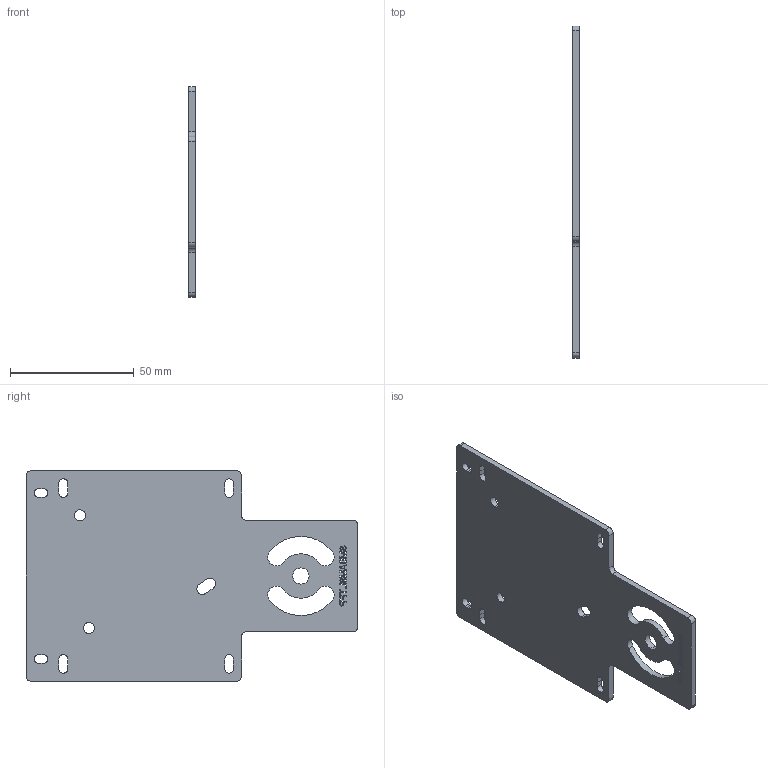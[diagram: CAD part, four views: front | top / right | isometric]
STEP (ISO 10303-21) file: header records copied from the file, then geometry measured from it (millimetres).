
FILE_DESCRIPTION((''),'2;1');
FILE_NAME('194440_ASM','2016-05-11T',('PDMAdmin'),(''),'PRO/ENGINEER BY PARAMETRIC TECHNOLOGY CORPORATION, 2016010','PRO/ENGINEER BY PARAMETRIC TECHNOLOGY CORPORATION, 2016010','');
FILE_SCHEMA(('CONFIG_CONTROL_DESIGN'));
Length unit declared in the file: millimetre
Products named in the file (2): 190629_AF0; 194440_ASM
Assembly tree (1 placements, depth 2):
  194440_ASM
    190629_AF0
Bounding box: 2.5 x 134 x 85 mm (x, y, z)
Volume: 22158.2 mm3; surface area: 19922.3 mm2
Topology: 5 solids, 5 shells, 314 faces, 912 edges, 608 vertices
Faces by surface type: plane 276, cylinder 38
Entity records: 10359 total; most frequent: CARTESIAN_POINT 1837, ORIENTED_EDGE 1824, DIRECTION 1622, EDGE_CURVE 912, VECTOR 836, LINE 836, VERTEX_POINT 608, AXIS2_PLACEMENT_3D 393
